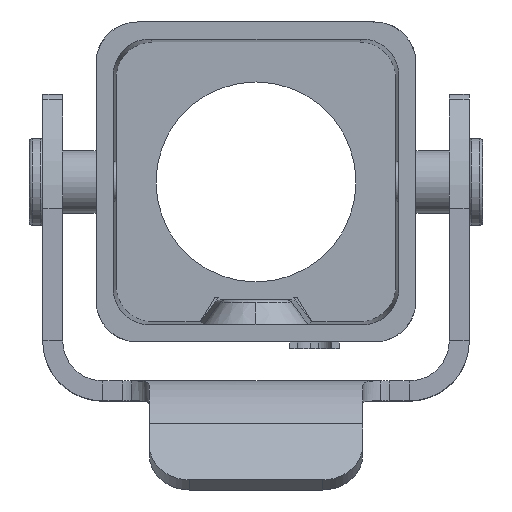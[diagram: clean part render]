
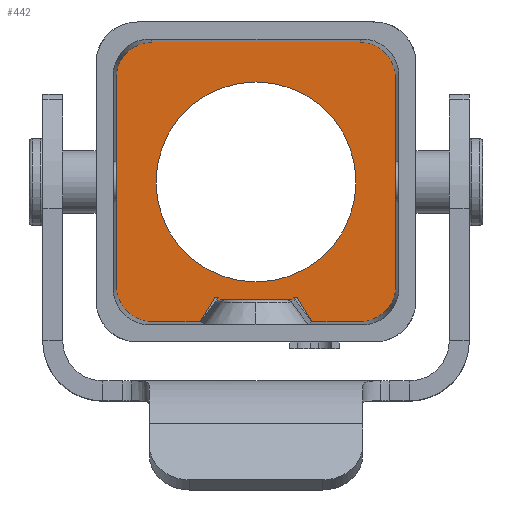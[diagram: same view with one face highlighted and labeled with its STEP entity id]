
A CAD part, front view. The second image highlights one B-rep face of the part: STEP entity #442.
In plain terms, the highlighted planar face has unit normal (0, -1, 0).
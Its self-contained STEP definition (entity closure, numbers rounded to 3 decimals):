
#59=FACE_BOUND('',#1044,.T.);
#60=FACE_BOUND('',#1045,.T.);
#171=B_SPLINE_CURVE_WITH_KNOTS('',3,(#8084,#8085,#8086,#8087),
 .UNSPECIFIED.,.F.,.F.,(4,4),(0.,1.),.UNSPECIFIED.);
#172=B_SPLINE_CURVE_WITH_KNOTS('',3,(#8089,#8090,#8091,#8092),
 .UNSPECIFIED.,.F.,.F.,(4,4),(0.,1.),.UNSPECIFIED.);
#173=B_SPLINE_CURVE_WITH_KNOTS('',3,(#8094,#8095,#8096,#8097),
 .UNSPECIFIED.,.F.,.F.,(4,4),(0.,1.),.UNSPECIFIED.);
#174=B_SPLINE_CURVE_WITH_KNOTS('',3,(#8099,#8100,#8101,#8102),
 .UNSPECIFIED.,.F.,.F.,(4,4),(0.,1.),.UNSPECIFIED.);
#175=B_SPLINE_CURVE_WITH_KNOTS('',3,(#8104,#8105,#8106,#8107),
 .UNSPECIFIED.,.F.,.F.,(4,4),(0.,1.),.UNSPECIFIED.);
#176=B_SPLINE_CURVE_WITH_KNOTS('',3,(#8111,#8112,#8113,#8114),
 .UNSPECIFIED.,.F.,.F.,(4,4),(0.,1.),.UNSPECIFIED.);
#177=B_SPLINE_CURVE_WITH_KNOTS('',3,(#8116,#8117,#8118,#8119),
 .UNSPECIFIED.,.F.,.F.,(4,4),(0.,1.),.UNSPECIFIED.);
#178=B_SPLINE_CURVE_WITH_KNOTS('',3,(#8121,#8122,#8123,#8124),
 .UNSPECIFIED.,.F.,.F.,(4,4),(0.,1.),.UNSPECIFIED.);
#179=B_SPLINE_CURVE_WITH_KNOTS('',3,(#8126,#8127,#8128,#8129),
 .UNSPECIFIED.,.F.,.F.,(4,4),(0.,1.),.UNSPECIFIED.);
#209=(
BOUNDED_CURVE()
B_SPLINE_CURVE(3,(#7973,#7974,#7975,#7976),.UNSPECIFIED.,.F.,.F.)
B_SPLINE_CURVE_WITH_KNOTS((4,4),(0.,1.),.UNSPECIFIED.)
CURVE()
GEOMETRIC_REPRESENTATION_ITEM()
RATIONAL_B_SPLINE_CURVE((1.,0.805,0.805,1.))
REPRESENTATION_ITEM('')
);
#210=(
BOUNDED_CURVE()
B_SPLINE_CURVE(3,(#7984,#7985,#7986,#7987),.UNSPECIFIED.,.F.,.F.)
B_SPLINE_CURVE_WITH_KNOTS((4,4),(0.,1.),.UNSPECIFIED.)
CURVE()
GEOMETRIC_REPRESENTATION_ITEM()
RATIONAL_B_SPLINE_CURVE((1.,0.805,0.805,1.))
REPRESENTATION_ITEM('')
);
#212=(
BOUNDED_CURVE()
B_SPLINE_CURVE(3,(#7999,#8000,#8001,#8002),.UNSPECIFIED.,.F.,.F.)
B_SPLINE_CURVE_WITH_KNOTS((4,4),(0.,1.),.UNSPECIFIED.)
CURVE()
GEOMETRIC_REPRESENTATION_ITEM()
RATIONAL_B_SPLINE_CURVE((1.,0.805,0.805,1.))
REPRESENTATION_ITEM('')
);
#213=(
BOUNDED_CURVE()
B_SPLINE_CURVE(3,(#8024,#8025,#8026,#8027),.UNSPECIFIED.,.F.,.F.)
B_SPLINE_CURVE_WITH_KNOTS((4,4),(0.,1.),.UNSPECIFIED.)
CURVE()
GEOMETRIC_REPRESENTATION_ITEM()
RATIONAL_B_SPLINE_CURVE((1.,0.805,0.805,1.))
REPRESENTATION_ITEM('')
);
#442=ADVANCED_FACE('NONE',(#59,#60),#616,.T.);
#616=PLANE('',#4663);
#1044=EDGE_LOOP('',(#2399,#2400));
#1045=EDGE_LOOP('',(#2401,#2402,#2403,#2404,#2405,#2406,#2407,#2408,#2409,
#2410,#2411,#2412,#2413,#2414,#2415,#2416,#2417,#2418,#2419,#2420));
#1326=LINE('',#7967,#1666);
#1330=LINE('',#7980,#1670);
#1333=LINE('',#7995,#1673);
#1339=LINE('',#8019,#1679);
#1341=LINE('',#8022,#1681);
#1358=LINE('',#8109,#1698);
#1359=LINE('',#8131,#1699);
#1666=VECTOR('',#5371,1.);
#1670=VECTOR('',#5379,1.);
#1673=VECTOR('',#5386,1.);
#1679=VECTOR('',#5396,1.);
#1681=VECTOR('',#5398,1.);
#1698=VECTOR('',#5457,1.);
#1699=VECTOR('',#5458,1.);
#2399=ORIENTED_EDGE('',*,*,#3651,.F.);
#2400=ORIENTED_EDGE('',*,*,#3947,.F.);
#2401=ORIENTED_EDGE('',*,*,#3919,.T.);
#2402=ORIENTED_EDGE('',*,*,#3920,.T.);
#2403=ORIENTED_EDGE('',*,*,#3899,.T.);
#2404=ORIENTED_EDGE('',*,*,#3902,.T.);
#2405=ORIENTED_EDGE('',*,*,#3904,.T.);
#2406=ORIENTED_EDGE('',*,*,#3906,.T.);
#2407=ORIENTED_EDGE('',*,*,#3909,.T.);
#2408=ORIENTED_EDGE('',*,*,#3911,.T.);
#2409=ORIENTED_EDGE('',*,*,#3917,.T.);
#2410=ORIENTED_EDGE('',*,*,#3948,.T.);
#2411=ORIENTED_EDGE('',*,*,#3949,.T.);
#2412=ORIENTED_EDGE('',*,*,#3950,.T.);
#2413=ORIENTED_EDGE('',*,*,#3951,.T.);
#2414=ORIENTED_EDGE('',*,*,#3952,.F.);
#2415=ORIENTED_EDGE('',*,*,#3953,.T.);
#2416=ORIENTED_EDGE('',*,*,#3954,.F.);
#2417=ORIENTED_EDGE('',*,*,#3955,.T.);
#2418=ORIENTED_EDGE('',*,*,#3956,.T.);
#2419=ORIENTED_EDGE('',*,*,#3957,.T.);
#2420=ORIENTED_EDGE('',*,*,#3958,.T.);
#3222=VERTEX_POINT('',#6208);
#3223=VERTEX_POINT('',#6209);
#3412=VERTEX_POINT('',#7966);
#3413=VERTEX_POINT('',#7968);
#3414=VERTEX_POINT('',#7972);
#3415=VERTEX_POINT('',#7979);
#3416=VERTEX_POINT('',#7983);
#3417=VERTEX_POINT('',#7994);
#3418=VERTEX_POINT('',#7998);
#3420=VERTEX_POINT('',#8006);
#3423=VERTEX_POINT('',#8018);
#3424=VERTEX_POINT('',#8021);
#3441=VERTEX_POINT('',#8088);
#3442=VERTEX_POINT('',#8093);
#3443=VERTEX_POINT('',#8098);
#3444=VERTEX_POINT('',#8103);
#3445=VERTEX_POINT('',#8108);
#3446=VERTEX_POINT('',#8110);
#3447=VERTEX_POINT('',#8115);
#3448=VERTEX_POINT('',#8120);
#3449=VERTEX_POINT('',#8125);
#3450=VERTEX_POINT('',#8130);
#3651=EDGE_CURVE('NONE',#3222,#3223,#4270,.T.);
#3899=EDGE_CURVE('NONE',#3413,#3412,#1326,.T.);
#3902=EDGE_CURVE('NONE',#3412,#3414,#209,.T.);
#3904=EDGE_CURVE('NONE',#3414,#3415,#1330,.T.);
#3906=EDGE_CURVE('NONE',#3415,#3416,#210,.T.);
#3909=EDGE_CURVE('NONE',#3416,#3417,#1333,.T.);
#3911=EDGE_CURVE('NONE',#3417,#3418,#212,.T.);
#3917=EDGE_CURVE('NONE',#3418,#3423,#1339,.T.);
#3919=EDGE_CURVE('NONE',#3420,#3424,#1341,.T.);
#3920=EDGE_CURVE('NONE',#3424,#3413,#213,.T.);
#3947=EDGE_CURVE('NONE',#3223,#3222,#4369,.T.);
#3948=EDGE_CURVE('NONE',#3423,#3441,#171,.T.);
#3949=EDGE_CURVE('NONE',#3441,#3442,#172,.T.);
#3950=EDGE_CURVE('NONE',#3442,#3443,#173,.T.);
#3951=EDGE_CURVE('NONE',#3443,#3444,#174,.T.);
#3952=EDGE_CURVE('NONE',#3445,#3444,#175,.T.);
#3953=EDGE_CURVE('NONE',#3445,#3446,#1358,.T.);
#3954=EDGE_CURVE('NONE',#3447,#3446,#176,.T.);
#3955=EDGE_CURVE('NONE',#3447,#3448,#177,.T.);
#3956=EDGE_CURVE('NONE',#3448,#3449,#178,.T.);
#3957=EDGE_CURVE('NONE',#3449,#3450,#179,.T.);
#3958=EDGE_CURVE('NONE',#3450,#3420,#1359,.T.);
#4270=CIRCLE('',#4484,7.5);
#4369=CIRCLE('',#4662,7.5);
#4484=AXIS2_PLACEMENT_3D('',#6207,#4985,#4986);
#4662=AXIS2_PLACEMENT_3D('',#8083,#5455,#5456);
#4663=AXIS2_PLACEMENT_3D('',#8132,#5459,#5460);
#4985=DIRECTION('',(0.,-1.,0.));
#4986=DIRECTION('',(0.,0.,-1.));
#5371=DIRECTION('',(0.,0.,1.));
#5379=DIRECTION('',(-1.,0.,0.));
#5386=DIRECTION('',(0.,0.,-1.));
#5396=DIRECTION('',(1.,0.,0.));
#5398=DIRECTION('',(1.,0.,0.));
#5455=DIRECTION('',(0.,-1.,0.));
#5456=DIRECTION('',(0.,0.,-1.));
#5457=DIRECTION('',(1.,0.,0.));
#5458=DIRECTION('',(0.514,0.,-0.857));
#5459=DIRECTION('',(0.,-1.,0.));
#5460=DIRECTION('',(0.,0.,-1.));
#6207=CARTESIAN_POINT('',(0.,46.3,0.));
#6208=CARTESIAN_POINT('',(0.,46.3,7.5));
#6209=CARTESIAN_POINT('',(0.,46.3,-7.5));
#7966=CARTESIAN_POINT('',(10.5,46.3,7.75));
#7967=CARTESIAN_POINT('',(10.5,46.3,-9.));
#7968=CARTESIAN_POINT('',(10.5,46.3,-7.75));
#7972=CARTESIAN_POINT('',(7.75,46.3,10.5));
#7973=CARTESIAN_POINT('',(10.5,46.3,7.75));
#7974=CARTESIAN_POINT('',(10.5,46.3,9.361));
#7975=CARTESIAN_POINT('',(9.361,46.3,10.5));
#7976=CARTESIAN_POINT('',(7.75,46.3,10.5));
#7979=CARTESIAN_POINT('',(-7.75,46.3,10.5));
#7980=CARTESIAN_POINT('',(9.,46.3,10.5));
#7983=CARTESIAN_POINT('',(-10.5,46.3,7.75));
#7984=CARTESIAN_POINT('',(-7.75,46.3,10.5));
#7985=CARTESIAN_POINT('',(-9.361,46.3,10.5));
#7986=CARTESIAN_POINT('',(-10.5,46.3,9.361));
#7987=CARTESIAN_POINT('',(-10.5,46.3,7.75));
#7994=CARTESIAN_POINT('',(-10.5,46.3,-7.75));
#7995=CARTESIAN_POINT('',(-10.5,46.3,9.));
#7998=CARTESIAN_POINT('',(-7.75,46.3,-10.5));
#7999=CARTESIAN_POINT('',(-10.5,46.3,-7.75));
#8000=CARTESIAN_POINT('',(-10.5,46.3,-9.361));
#8001=CARTESIAN_POINT('',(-9.361,46.3,-10.5));
#8002=CARTESIAN_POINT('',(-7.75,46.3,-10.5));
#8006=CARTESIAN_POINT('',(4.19,46.3,-10.5));
#8018=CARTESIAN_POINT('',(-4.19,46.3,-10.5));
#8019=CARTESIAN_POINT('',(-9.,46.3,-10.5));
#8021=CARTESIAN_POINT('',(7.75,46.3,-10.5));
#8022=CARTESIAN_POINT('',(-9.,46.3,-10.5));
#8024=CARTESIAN_POINT('',(7.75,46.3,-10.5));
#8025=CARTESIAN_POINT('',(9.361,46.3,-10.5));
#8026=CARTESIAN_POINT('',(10.5,46.3,-9.361));
#8027=CARTESIAN_POINT('',(10.5,46.3,-7.75));
#8083=CARTESIAN_POINT('',(0.,46.3,0.));
#8084=CARTESIAN_POINT('',(-4.19,46.3,-10.5));
#8085=CARTESIAN_POINT('',(-3.82,46.3,-9.883));
#8086=CARTESIAN_POINT('',(-3.45,46.3,-9.267));
#8087=CARTESIAN_POINT('',(-3.08,46.3,-8.65));
#8088=CARTESIAN_POINT('',(-3.08,46.3,-8.65));
#8089=CARTESIAN_POINT('',(-3.08,46.3,-8.65));
#8090=CARTESIAN_POINT('',(-2.98,46.3,-8.65));
#8091=CARTESIAN_POINT('',(-2.88,46.3,-8.65));
#8092=CARTESIAN_POINT('',(-2.78,46.3,-8.65));
#8093=CARTESIAN_POINT('',(-2.78,46.3,-8.65));
#8094=CARTESIAN_POINT('',(-2.78,46.3,-8.65));
#8095=CARTESIAN_POINT('',(-2.83,46.3,-8.717));
#8096=CARTESIAN_POINT('',(-2.88,46.3,-8.783));
#8097=CARTESIAN_POINT('',(-2.93,46.3,-8.85));
#8098=CARTESIAN_POINT('',(-2.93,46.3,-8.85));
#8099=CARTESIAN_POINT('',(-2.93,46.3,-8.85));
#8100=CARTESIAN_POINT('',(-2.98,46.3,-8.917));
#8101=CARTESIAN_POINT('',(-3.03,46.3,-8.983));
#8102=CARTESIAN_POINT('',(-3.08,46.3,-9.05));
#8103=CARTESIAN_POINT('',(-3.08,46.301,-9.05));
#8104=CARTESIAN_POINT('',(-2.68,46.3,-8.85));
#8105=CARTESIAN_POINT('',(-2.835,46.3,-8.85));
#8106=CARTESIAN_POINT('',(-2.987,46.3,-8.926));
#8107=CARTESIAN_POINT('',(-3.08,46.301,-9.05));
#8108=CARTESIAN_POINT('',(-2.68,46.3,-8.85));
#8109=CARTESIAN_POINT('',(0.,46.3,-8.85));
#8110=CARTESIAN_POINT('',(2.68,46.3,-8.85));
#8111=CARTESIAN_POINT('',(3.08,46.301,-9.05));
#8112=CARTESIAN_POINT('',(2.987,46.3,-8.926));
#8113=CARTESIAN_POINT('',(2.835,46.3,-8.85));
#8114=CARTESIAN_POINT('',(2.68,46.3,-8.85));
#8115=CARTESIAN_POINT('',(3.08,46.301,-9.05));
#8116=CARTESIAN_POINT('',(3.08,46.3,-9.05));
#8117=CARTESIAN_POINT('',(3.03,46.3,-8.983));
#8118=CARTESIAN_POINT('',(2.98,46.3,-8.917));
#8119=CARTESIAN_POINT('',(2.93,46.3,-8.85));
#8120=CARTESIAN_POINT('',(2.93,46.3,-8.85));
#8121=CARTESIAN_POINT('',(2.93,46.3,-8.85));
#8122=CARTESIAN_POINT('',(2.88,46.3,-8.783));
#8123=CARTESIAN_POINT('',(2.83,46.3,-8.717));
#8124=CARTESIAN_POINT('',(2.78,46.3,-8.65));
#8125=CARTESIAN_POINT('',(2.78,46.3,-8.65));
#8126=CARTESIAN_POINT('',(2.78,46.3,-8.65));
#8127=CARTESIAN_POINT('',(2.88,46.3,-8.65));
#8128=CARTESIAN_POINT('',(2.98,46.3,-8.65));
#8129=CARTESIAN_POINT('',(3.08,46.3,-8.65));
#8130=CARTESIAN_POINT('',(3.08,46.3,-8.65));
#8131=CARTESIAN_POINT('',(3.08,46.3,-8.65));
#8132=CARTESIAN_POINT('',(0.,46.3,0.));
